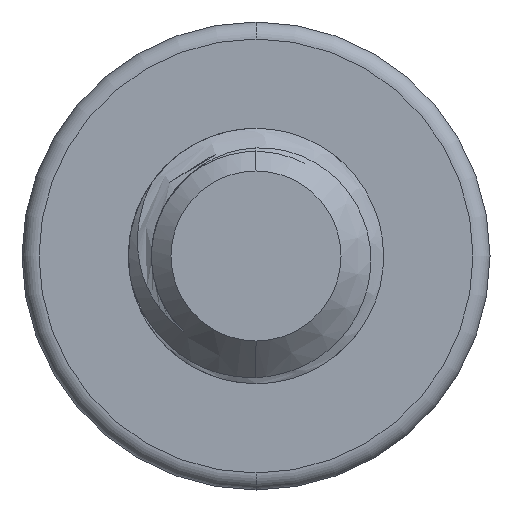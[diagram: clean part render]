
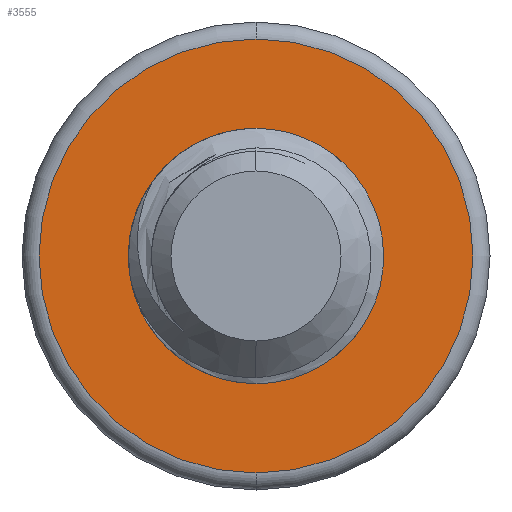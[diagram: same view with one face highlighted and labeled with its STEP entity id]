
A CAD part, front view. The second image highlights one B-rep face of the part: STEP entity #3555.
In plain terms, the highlighted planar face has unit normal (0, -1, 0).
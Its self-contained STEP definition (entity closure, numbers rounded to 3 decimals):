
#11 = VERTEX_POINT ( 'NONE', #443 ) ;
#66 = AXIS2_PLACEMENT_3D ( 'NONE', #5786, #3817, #8613 ) ;
#91 = CARTESIAN_POINT ( 'NONE',  ( 0., 22., 0. ) ) ;
#332 = DIRECTION ( 'NONE',  ( 0., 0., 1. ) ) ;
#362 = CIRCLE ( 'NONE', #3844, 2.55 ) ;
#443 = CARTESIAN_POINT ( 'NONE',  ( 0., 22., -1.5 ) ) ;
#526 = CARTESIAN_POINT ( 'NONE',  ( 0., 22., 1.5 ) ) ;
#590 = ORIENTED_EDGE ( 'NONE', *, *, #5075, .T. ) ;
#1546 = ORIENTED_EDGE ( 'NONE', *, *, #3094, .T. ) ;
#1568 = CARTESIAN_POINT ( 'NONE',  ( 0., 22., 0. ) ) ;
#1669 = CIRCLE ( 'NONE', #2818, 1.5 ) ;
#1803 = CIRCLE ( 'NONE', #66, 2.55 ) ;
#2233 = DIRECTION ( 'NONE',  ( 0., 0., 1. ) ) ;
#2818 = AXIS2_PLACEMENT_3D ( 'NONE', #7385, #6926, #4187 ) ;
#2986 = FACE_BOUND ( 'NONE', #4250, .T. ) ;
#3094 = EDGE_CURVE ( 'NONE', #4348, #8078, #1803, .T. ) ;
#3253 = CARTESIAN_POINT ( 'NONE',  ( 0., 22., -2.55 ) ) ;
#3484 = EDGE_LOOP ( 'NONE', ( #590, #1546 ) ) ;
#3554 = CIRCLE ( 'NONE', #4283, 1.5 ) ;
#3555 = ADVANCED_FACE ( 'NONE', ( #7744, #2986 ), #7060, .F. ) ;
#3700 = CARTESIAN_POINT ( 'NONE',  ( 0., 22., 2.55 ) ) ;
#3817 = DIRECTION ( 'NONE',  ( 0., -1., 0. ) ) ;
#3844 = AXIS2_PLACEMENT_3D ( 'NONE', #91, #5607, #8342 ) ;
#4187 = DIRECTION ( 'NONE',  ( 0., 0., 1. ) ) ;
#4250 = EDGE_LOOP ( 'NONE', ( #8687, #7374 ) ) ;
#4283 = AXIS2_PLACEMENT_3D ( 'NONE', #1568, #4361, #332 ) ;
#4348 = VERTEX_POINT ( 'NONE', #3253 ) ;
#4354 = DIRECTION ( 'NONE',  ( 0., 1., 0. ) ) ;
#4361 = DIRECTION ( 'NONE',  ( 0., 1., 0. ) ) ;
#4951 = CARTESIAN_POINT ( 'NONE',  ( 0., 22., 0. ) ) ;
#5075 = EDGE_CURVE ( 'NONE', #8078, #4348, #362, .T. ) ;
#5265 = AXIS2_PLACEMENT_3D ( 'NONE', #4951, #4354, #2233 ) ;
#5607 = DIRECTION ( 'NONE',  ( 0., -1., 0. ) ) ;
#5786 = CARTESIAN_POINT ( 'NONE',  ( 0., 22., 0. ) ) ;
#6926 = DIRECTION ( 'NONE',  ( 0., 1., 0. ) ) ;
#7060 = PLANE ( 'NONE',  #5265 ) ;
#7188 = EDGE_CURVE ( 'NONE', #11, #8405, #1669, .T. ) ;
#7374 = ORIENTED_EDGE ( 'NONE', *, *, #7464, .T. ) ;
#7385 = CARTESIAN_POINT ( 'NONE',  ( 0., 22., 0. ) ) ;
#7464 = EDGE_CURVE ( 'NONE', #8405, #11, #3554, .T. ) ;
#7744 = FACE_OUTER_BOUND ( 'NONE', #3484, .T. ) ;
#8078 = VERTEX_POINT ( 'NONE', #3700 ) ;
#8342 = DIRECTION ( 'NONE',  ( 0., 0., 1. ) ) ;
#8405 = VERTEX_POINT ( 'NONE', #526 ) ;
#8613 = DIRECTION ( 'NONE',  ( 0., 0., 1. ) ) ;
#8687 = ORIENTED_EDGE ( 'NONE', *, *, #7188, .T. ) ;
